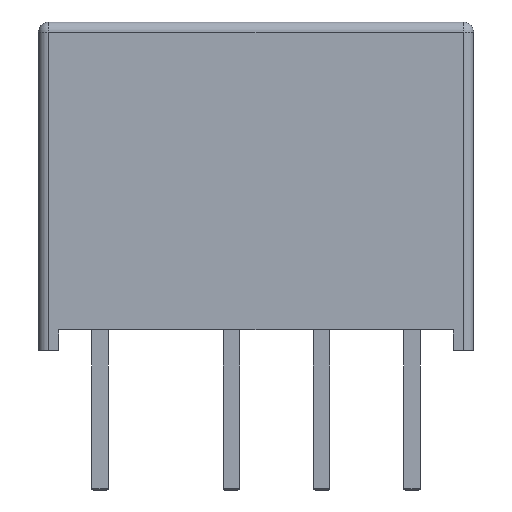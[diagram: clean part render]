
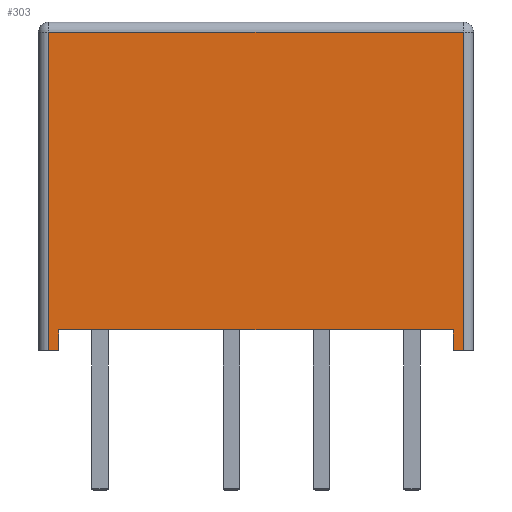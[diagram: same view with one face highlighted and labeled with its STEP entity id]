
A CAD part, left-side view. The second image highlights one B-rep face of the part: STEP entity #303.
In plain terms, the highlighted planar face has unit normal (-1, 0, 0).
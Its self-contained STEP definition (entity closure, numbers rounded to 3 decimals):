
#95 = VERTEX_POINT('',#96);
#96 = CARTESIAN_POINT('',(-1.25,-8.85,7.77));
#103 = EDGE_CURVE('',#95,#104,#106,.T.);
#104 = VERTEX_POINT('',#105);
#105 = CARTESIAN_POINT('',(-1.25,1.25,7.77));
#106 = LINE('',#107,#108);
#107 = CARTESIAN_POINT('',(-1.25,-8.85,7.77));
#108 = VECTOR('',#109,1.);
#109 = DIRECTION('',(0.,1.,0.));
#303 = ADVANCED_FACE('',(#304),#361,.T.);
#304 = FACE_BOUND('',#305,.T.);
#305 = EDGE_LOOP('',(#306,#314,#322,#330,#338,#346,#354,#360));
#306 = ORIENTED_EDGE('',*,*,#307,.F.);
#307 = EDGE_CURVE('',#308,#104,#310,.T.);
#308 = VERTEX_POINT('',#309);
#309 = CARTESIAN_POINT('',(-1.25,1.25,0.02));
#310 = LINE('',#311,#312);
#311 = CARTESIAN_POINT('',(-1.25,1.25,0.02));
#312 = VECTOR('',#313,1.);
#313 = DIRECTION('',(0.,0.,1.));
#314 = ORIENTED_EDGE('',*,*,#315,.F.);
#315 = EDGE_CURVE('',#316,#308,#318,.T.);
#316 = VERTEX_POINT('',#317);
#317 = CARTESIAN_POINT('',(-1.25,1.,0.02));
#318 = LINE('',#319,#320);
#319 = CARTESIAN_POINT('',(-1.25,-9.1,0.02));
#320 = VECTOR('',#321,1.);
#321 = DIRECTION('',(0.,1.,0.));
#322 = ORIENTED_EDGE('',*,*,#323,.T.);
#323 = EDGE_CURVE('',#316,#324,#326,.T.);
#324 = VERTEX_POINT('',#325);
#325 = CARTESIAN_POINT('',(-1.25,1.,0.52));
#326 = LINE('',#327,#328);
#327 = CARTESIAN_POINT('',(-1.25,1.,0.02));
#328 = VECTOR('',#329,1.);
#329 = DIRECTION('',(0.,0.,1.));
#330 = ORIENTED_EDGE('',*,*,#331,.F.);
#331 = EDGE_CURVE('',#332,#324,#334,.T.);
#332 = VERTEX_POINT('',#333);
#333 = CARTESIAN_POINT('',(-1.25,-8.6,0.52));
#334 = LINE('',#335,#336);
#335 = CARTESIAN_POINT('',(-1.25,-8.6,0.52));
#336 = VECTOR('',#337,1.);
#337 = DIRECTION('',(0.,1.,0.));
#338 = ORIENTED_EDGE('',*,*,#339,.F.);
#339 = EDGE_CURVE('',#340,#332,#342,.T.);
#340 = VERTEX_POINT('',#341);
#341 = CARTESIAN_POINT('',(-1.25,-8.6,0.02));
#342 = LINE('',#343,#344);
#343 = CARTESIAN_POINT('',(-1.25,-8.6,0.02));
#344 = VECTOR('',#345,1.);
#345 = DIRECTION('',(0.,0.,1.));
#346 = ORIENTED_EDGE('',*,*,#347,.F.);
#347 = EDGE_CURVE('',#348,#340,#350,.T.);
#348 = VERTEX_POINT('',#349);
#349 = CARTESIAN_POINT('',(-1.25,-8.85,0.02));
#350 = LINE('',#351,#352);
#351 = CARTESIAN_POINT('',(-1.25,-9.1,0.02));
#352 = VECTOR('',#353,1.);
#353 = DIRECTION('',(0.,1.,0.));
#354 = ORIENTED_EDGE('',*,*,#355,.T.);
#355 = EDGE_CURVE('',#348,#95,#356,.T.);
#356 = LINE('',#357,#358);
#357 = CARTESIAN_POINT('',(-1.25,-8.85,0.02));
#358 = VECTOR('',#359,1.);
#359 = DIRECTION('',(0.,0.,1.));
#360 = ORIENTED_EDGE('',*,*,#103,.T.);
#361 = PLANE('',#362);
#362 = AXIS2_PLACEMENT_3D('',#363,#364,#365);
#363 = CARTESIAN_POINT('',(-1.25,-9.1,0.02));
#364 = DIRECTION('',(-1.,0.,0.));
#365 = DIRECTION('',(0.,1.,0.));
